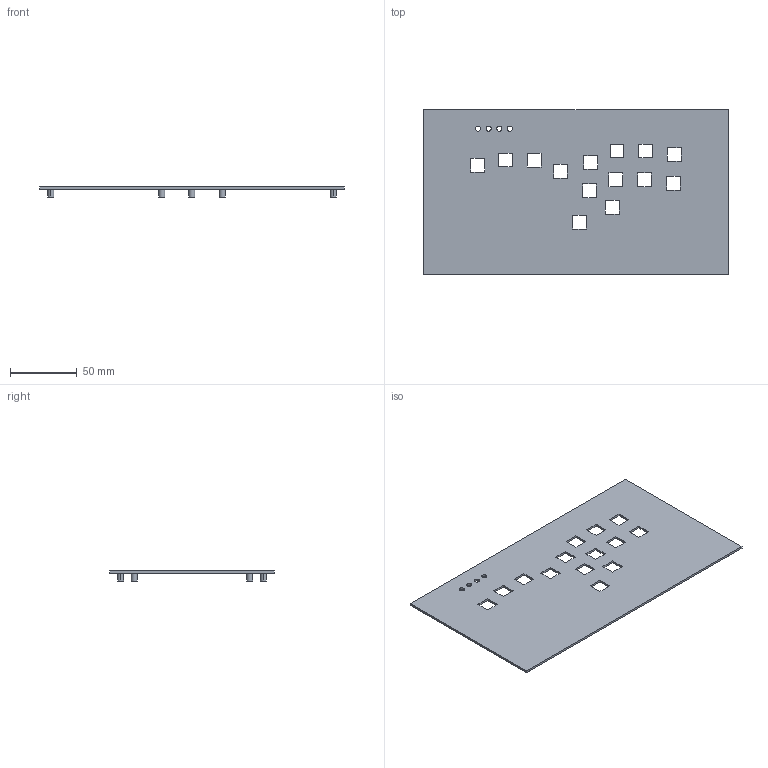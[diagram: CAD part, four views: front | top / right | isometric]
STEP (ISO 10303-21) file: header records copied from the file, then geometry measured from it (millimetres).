
FILE_DESCRIPTION(/* description */ (''),/* implementation_level */ '2;1');
FILE_NAME(/* name */ 'Untitled.step',/* time_stamp */ '2024-05-19T13:19:58-05:00',/* author */ (''),/* organization */ (''),/* preprocessor_version */ 'ST-DEVELOPER v20',/* originating_system */ 'Autodesk Translation Framework v12.20.1.177',/* authorisation */ '');
FILE_SCHEMA (('AUTOMOTIVE_DESIGN { 1 0 10303 214 3 1 1 }'));
Length unit declared in the file: millimetre
Products named in the file (1): (Unsaved)
Bounding box: 228.6 x 123.83 x 7.6 mm (x, y, z)
Volume: 43484.4 mm3; surface area: 56246.8 mm2
Topology: 1 solids, 1 shells, 94 faces, 255 edges, 170 vertices
Faces by surface type: plane 70, bspline 17, cylinder 7
Full cylindrical faces by diameter (mm): 3.826 x4, 4.498 x3
Entity records: 3069 total; most frequent: CARTESIAN_POINT 741, ORIENTED_EDGE 510, DIRECTION 391, EDGE_CURVE 255, LINE 207, VECTOR 207, VERTEX_POINT 170, EDGE_LOOP 137
